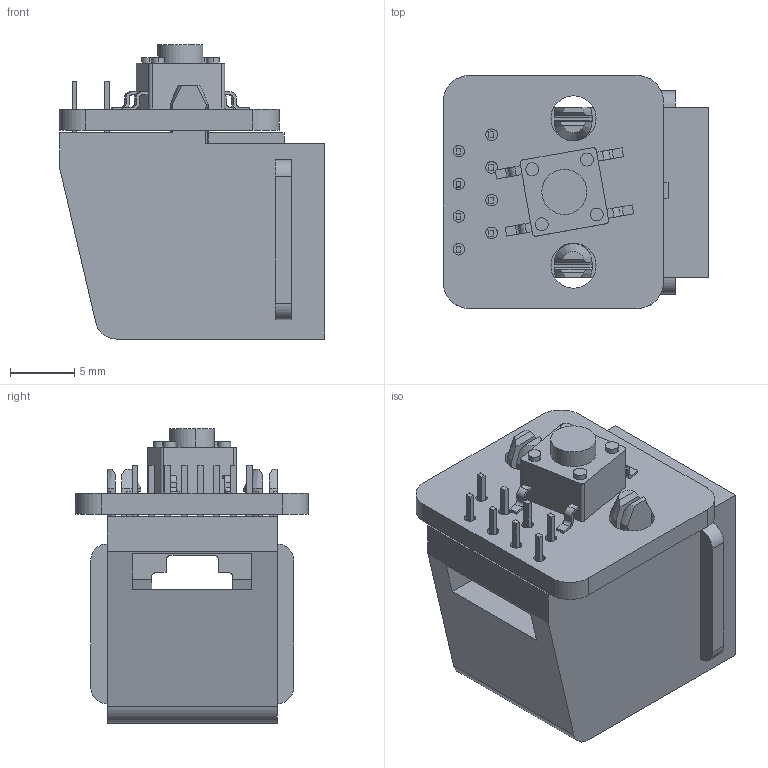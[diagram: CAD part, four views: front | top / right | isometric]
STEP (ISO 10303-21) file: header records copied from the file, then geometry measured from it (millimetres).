
FILE_DESCRIPTION(('Open CASCADE Model'),'2;1');
FILE_NAME('Open CASCADE Shape Model','2019-07-31T10:20:12',('Author'),( 'Open CASCADE'),'Open CASCADE STEP processor 6.8','Open CASCADE 6.8' ,'Unknown');
FILE_SCHEMA(('AUTOMOTIVE_DESIGN { 1 0 10303 214 1 1 1 1 }'));
Length unit declared in the file: millimetre
Products named in the file (6): PCB; Board; U1; rj45_144-L; B1; c-4-1437565-1-v-3d
Assembly tree (5 placements, depth 3):
  PCB
    Board
    U1
      rj45_144-L
    B1
      c-4-1437565-1-v-3d
Bounding box: 20.63 x 18.09 x 22.82 mm (x, y, z)
Volume: 2922.2 mm3; surface area: 3621.4 mm2
Topology: 3 solids, 3 shells, 307 faces, 833 edges, 551 vertices
Faces by surface type: plane 210, cylinder 91, cone 6
Full cylindrical faces by diameter (mm): 0.9 x8, 3.5 x2
Entity records: 9837 total; most frequent: CARTESIAN_POINT 1777, ORIENTED_EDGE 1666, DIRECTION 1622, EDGE_CURVE 833, LINE 630, VECTOR 630, VERTEX_POINT 551, AXIS2_PLACEMENT_3D 496
